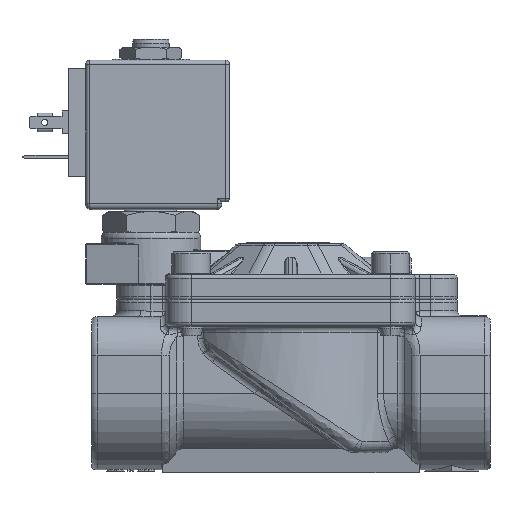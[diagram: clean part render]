
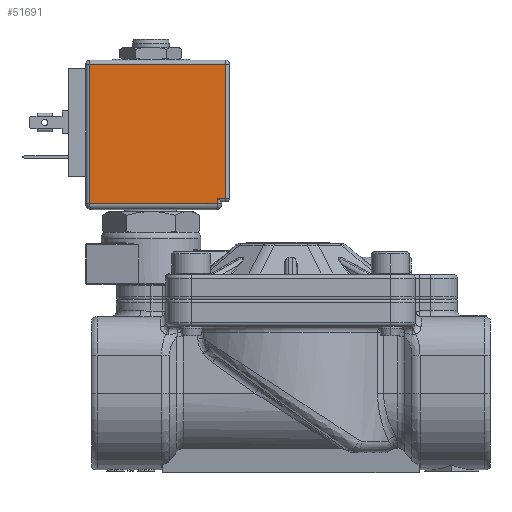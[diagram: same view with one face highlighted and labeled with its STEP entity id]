
A CAD part, front view. The second image highlights one B-rep face of the part: STEP entity #51691.
In plain terms, the highlighted face is planar.
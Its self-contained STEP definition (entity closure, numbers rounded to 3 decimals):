
#49105=DIRECTION('',(1.,0.,0.));
#49106=VECTOR('',#49105,33.5);
#49107=CARTESIAN_POINT('',(-16.,-3.5,
15.));
#49108=LINE('',#49107,#49106);
#49112=DIRECTION('',(0.,1.,0.));
#49113=VECTOR('',#49112,36.5);
#49114=CARTESIAN_POINT('',(-16.,-3.5,
15.));
#49115=LINE('',#49114,#49113);
#49119=DIRECTION('',(-1.,0.,0.));
#49120=VECTOR('',#49119,35.5);
#49121=CARTESIAN_POINT('',(19.5,33.,15.));
#49122=LINE('',#49121,#49120);
#49126=DIRECTION('',(0.,1.,0.));
#49127=VECTOR('',#49126,35.);
#49128=CARTESIAN_POINT('',(19.5,-2.,15.));
#49129=LINE('',#49128,#49127);
#49133=DIRECTION('',(1.,0.,0.));
#49134=VECTOR('',#49133,2.);
#49135=CARTESIAN_POINT('',(17.5,-2.,15.));
#49136=LINE('',#49135,#49134);
#49140=DIRECTION('',(0.,1.,0.));
#49141=VECTOR('',#49140,1.5);
#49142=CARTESIAN_POINT('',(17.5,-3.5,
15.));
#49143=LINE('',#49142,#49141);
#49221=CARTESIAN_POINT('',(17.5,-2.,15.));
#50980=CARTESIAN_POINT('',(-16.,-3.5,
15.));
#50981=CARTESIAN_POINT('',(17.5,-3.5,
15.));
#50982=VERTEX_POINT('',#50980);
#50983=VERTEX_POINT('',#50981);
#50998=CARTESIAN_POINT('',(-16.,33.,15.));
#50999=VERTEX_POINT('',#50998);
#51008=CARTESIAN_POINT('',(19.5,33.,15.));
#51009=VERTEX_POINT('',#51008);
#51022=CARTESIAN_POINT('',(19.5,-2.,15.));
#51023=VERTEX_POINT('',#51022);
#51025=VERTEX_POINT('',#49221);
#51673=CARTESIAN_POINT('',(0.,34.,15.));
#51674=DIRECTION('',(0.,0.,1.));
#51675=DIRECTION('',(1.,0.,0.));
#51676=AXIS2_PLACEMENT_3D('',#51673,#51674,#51675);
#51677=PLANE('',#51676);
#51679=ORIENTED_EDGE('',*,*,#51678,.F.);
#51680=ORIENTED_EDGE('',*,*,#51661,.T.);
#51682=ORIENTED_EDGE('',*,*,#51681,.F.);
#51684=ORIENTED_EDGE('',*,*,#51683,.F.);
#51686=ORIENTED_EDGE('',*,*,#51685,.F.);
#51688=ORIENTED_EDGE('',*,*,#51687,.F.);
#51689=EDGE_LOOP('',(#51679,#51680,#51682,#51684,#51686,#51688));
#51690=FACE_OUTER_BOUND('',#51689,.F.);
#51691=ADVANCED_FACE('',(#51690),#51677,.T.);
#51661=EDGE_CURVE('',#50982,#50999,#49115,.T.);
#51678=EDGE_CURVE('',#50982,#50983,#49108,.T.);
#51681=EDGE_CURVE('',#51009,#50999,#49122,.T.);
#51683=EDGE_CURVE('',#51023,#51009,#49129,.T.);
#51685=EDGE_CURVE('',#51025,#51023,#49136,.T.);
#51687=EDGE_CURVE('',#50983,#51025,#49143,.T.);
